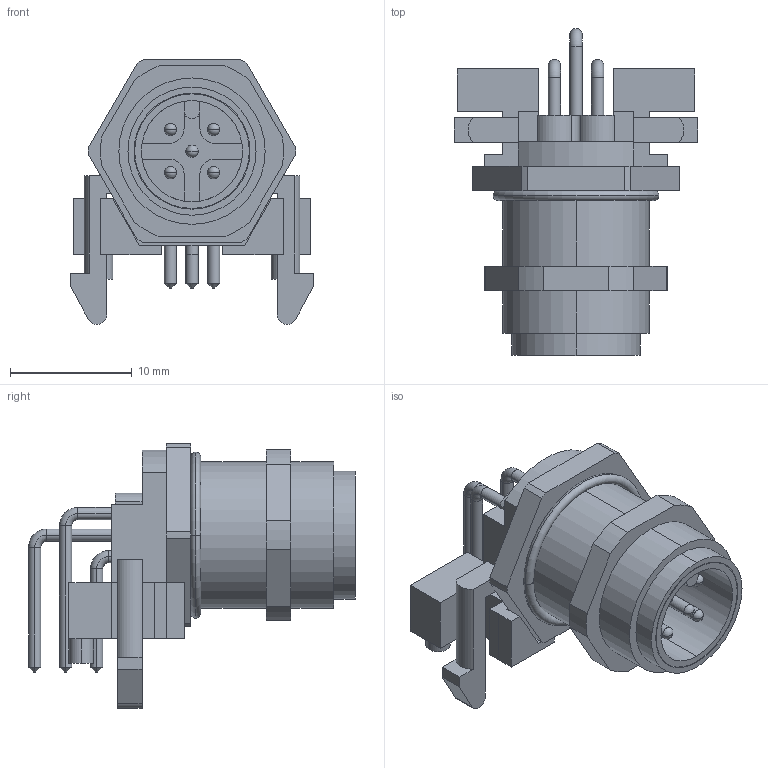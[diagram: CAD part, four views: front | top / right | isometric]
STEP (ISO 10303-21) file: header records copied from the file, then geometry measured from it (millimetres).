
FILE_DESCRIPTION(('SolidDesigner STEP Export'),'2;1');
FILE_NAME('1694224.stp','2012-10-25T14:28:05',(''),(''),'CoCreate Modeling STEP processor for AP214 (Solid Model)','CoCreate Modeling 16.00A 16-Aug-2008 (C) Parametric Technology GmbH','');
FILE_SCHEMA(('AUTOMOTIVE_DESIGN { 1 0 10303 214 1 1 1 1 }'));
Length unit declared in the file: millimetre
Products named in the file (1): 1694224
Bounding box: 20 x 26.81 x 21.7 mm (x, y, z)
Volume: 2371.1 mm3; surface area: 3682.8 mm2
Topology: 1 solids, 1 shells, 257 faces, 672 edges, 430 vertices
Faces by surface type: plane 123, cylinder 100, torus 14, cone 10, sphere 10
Entity records: 9285 total; most frequent: ORIENTED_EDGE 1324, CARTESIAN_POINT 1218, DIRECTION 1181, EDGE_CURVE 662, VERTEX_POINT 430, VECTOR 395, LINE 395, AXIS2_PLACEMENT_3D 393
